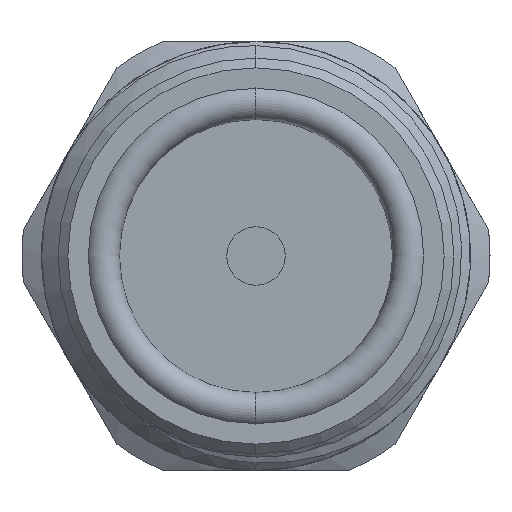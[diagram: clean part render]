
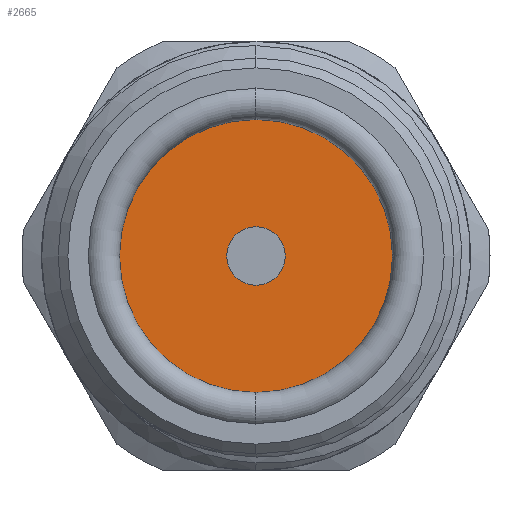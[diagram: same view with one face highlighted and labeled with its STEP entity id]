
A CAD part, front view. The second image highlights one B-rep face of the part: STEP entity #2665.
In plain terms, the highlighted planar face has unit normal (0, -1, 0).
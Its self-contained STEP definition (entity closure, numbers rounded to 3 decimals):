
#57 = ORIENTED_EDGE ( 'NONE', *, *, #2580, .T. ) ;
#75 = CARTESIAN_POINT ( 'NONE',  ( 0., 14.9, 0. ) ) ;
#96 = VERTEX_POINT ( 'NONE', #3584 ) ;
#111 = DIRECTION ( 'NONE',  ( 0., -1., 0. ) ) ;
#380 = AXIS2_PLACEMENT_3D ( 'NONE', #75, #111, #644 ) ;
#381 = FACE_BOUND ( 'NONE', #2259, .T. ) ;
#455 = VERTEX_POINT ( 'NONE', #1339 ) ;
#483 = EDGE_CURVE ( 'NONE', #2070, #96, #3323, .T. ) ;
#540 = CARTESIAN_POINT ( 'NONE',  ( 0., 14.9, 0. ) ) ;
#617 = AXIS2_PLACEMENT_3D ( 'NONE', #2659, #2673, #2686 ) ;
#644 = DIRECTION ( 'NONE',  ( 0., 0., -1. ) ) ;
#659 = EDGE_CURVE ( 'NONE', #96, #2070, #3052, .T. ) ;
#773 = DIRECTION ( 'NONE',  ( 0., -1., 0. ) ) ;
#796 = ORIENTED_EDGE ( 'NONE', *, *, #659, .F. ) ;
#800 = DIRECTION ( 'NONE',  ( 0., 0., -1. ) ) ;
#1339 = CARTESIAN_POINT ( 'NONE',  ( 0., 14.9, 8.6 ) ) ;
#1379 = PLANE ( 'NONE',  #3012 ) ;
#1387 = DIRECTION ( 'NONE',  ( 0., -1., 0. ) ) ;
#1440 = CIRCLE ( 'NONE', #1837, 8.6 ) ;
#1514 = ORIENTED_EDGE ( 'NONE', *, *, #483, .F. ) ;
#1581 = CARTESIAN_POINT ( 'NONE',  ( 0., 14.9, 0. ) ) ;
#1587 = DIRECTION ( 'NONE',  ( 0., 0., -1. ) ) ;
#1594 = DIRECTION ( 'NONE',  ( 0., -1., 0. ) ) ;
#1639 = DIRECTION ( 'NONE',  ( 0., 0., -1. ) ) ;
#1828 = FACE_OUTER_BOUND ( 'NONE', #2524, .T. ) ;
#1837 = AXIS2_PLACEMENT_3D ( 'NONE', #2769, #773, #800 ) ;
#2070 = VERTEX_POINT ( 'NONE', #2271 ) ;
#2182 = ORIENTED_EDGE ( 'NONE', *, *, #2326, .T. ) ;
#2259 = EDGE_LOOP ( 'NONE', ( #1514, #796 ) ) ;
#2271 = CARTESIAN_POINT ( 'NONE',  ( 0., 14.9, -1.5 ) ) ;
#2326 = EDGE_CURVE ( 'NONE', #455, #2814, #2966, .T. ) ;
#2524 = EDGE_LOOP ( 'NONE', ( #57, #2182 ) ) ;
#2580 = EDGE_CURVE ( 'NONE', #2814, #455, #1440, .T. ) ;
#2659 = CARTESIAN_POINT ( 'NONE',  ( 0., 14.9, 0. ) ) ;
#2665 = ADVANCED_FACE ( 'NONE', ( #381, #1828 ), #1379, .T. ) ;
#2673 = DIRECTION ( 'NONE',  ( 0., -1., 0. ) ) ;
#2686 = DIRECTION ( 'NONE',  ( 0., 0., -1. ) ) ;
#2769 = CARTESIAN_POINT ( 'NONE',  ( 0., 14.9, 0. ) ) ;
#2814 = VERTEX_POINT ( 'NONE', #3547 ) ;
#2951 = AXIS2_PLACEMENT_3D ( 'NONE', #1581, #1594, #1639 ) ;
#2966 = CIRCLE ( 'NONE', #380, 8.6 ) ;
#3012 = AXIS2_PLACEMENT_3D ( 'NONE', #540, #1387, #1587 ) ;
#3052 = CIRCLE ( 'NONE', #617, 1.5 ) ;
#3323 = CIRCLE ( 'NONE', #2951, 1.5 ) ;
#3547 = CARTESIAN_POINT ( 'NONE',  ( 0., 14.9, -8.6 ) ) ;
#3584 = CARTESIAN_POINT ( 'NONE',  ( 0., 14.9, 1.5 ) ) ;
